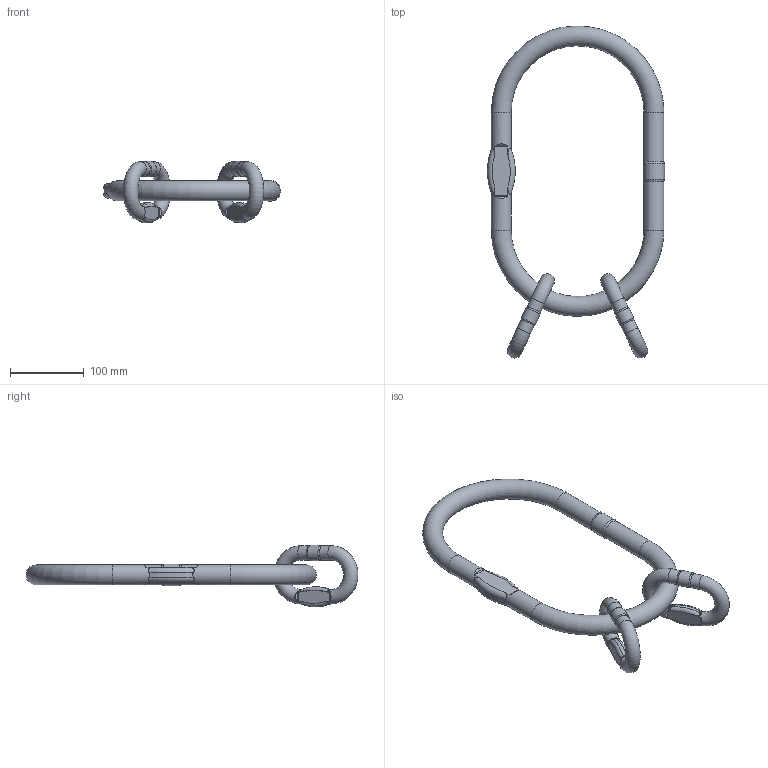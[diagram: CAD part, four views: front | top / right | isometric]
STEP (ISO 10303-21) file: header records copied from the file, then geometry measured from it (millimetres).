
FILE_DESCRIPTION(/* description */ (''),/* implementation_level */ '2;1');
FILE_NAME(/* name */ 'pewag_VLW_2-13_4-10',/* time_stamp */ '2010-02-24T12:44:27+01:00',/* author */ (''),/* organization */ (''),/* preprocessor_version */ 'ST-DEVELOPER v9',/* originating_system */ 'UGS - NX 4.0',/* authorisation */ '');
FILE_SCHEMA (('AUTOMOTIVE_DESIGN { 1 0 10303 214 1 1 1 1 }'));
Length unit declared in the file: millimetre
Products named in the file (1): rit9D03c11k
Bounding box: 240.35 x 450.31 x 83.57 mm (x, y, z)
Volume: 729563.4 mm3; surface area: 118160.2 mm2
Topology: 3 solids, 3 shells, 147 faces, 383 edges, 232 vertices
Faces by surface type: cylinder 53, bspline 44, torus 26, plane 18, cone 6
Full cylindrical faces by diameter (mm): 19.5 x4, 20.962 x2, 27 x4, 29.025 x1
Entity records: 5772 total; most frequent: CARTESIAN_POINT 2684, ORIENTED_EDGE 688, DIRECTION 552, EDGE_CURVE 344, AXIS2_PLACEMENT_3D 248, VERTEX_POINT 220, EDGE_LOOP 170, ADVANCED_FACE 147
